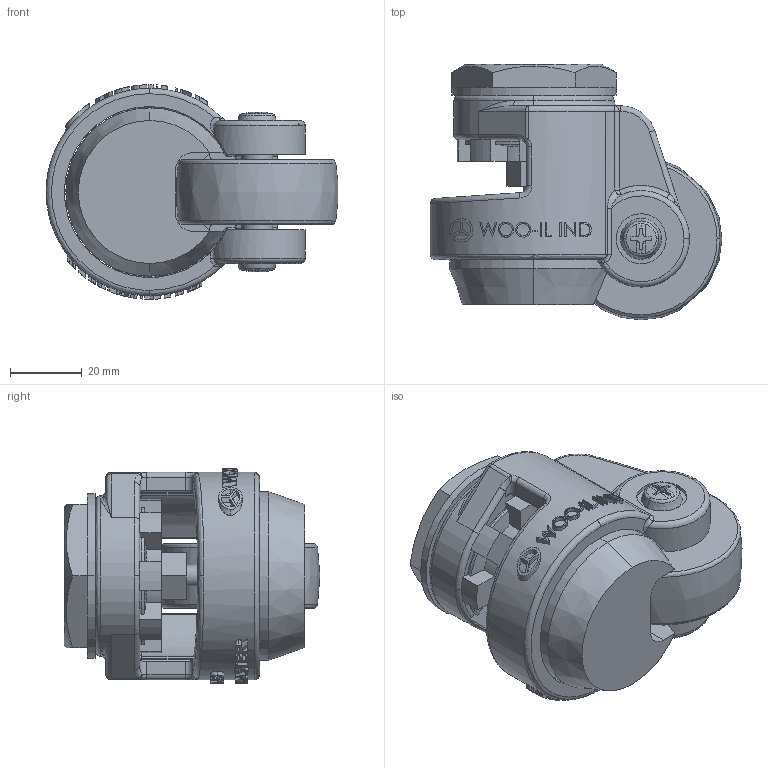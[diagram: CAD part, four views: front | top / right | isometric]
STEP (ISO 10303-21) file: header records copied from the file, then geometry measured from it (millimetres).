
FILE_DESCRIPTION (( 'STEP AP214' ), '1' );
FILE_NAME ('WI-40S.STEP', '2022-01-24T10:56:49', ( '' ), ( '' ), 'SwSTEP 2.0', 'SolidWorks 2019', '' );
FILE_SCHEMA (( 'AUTOMOTIVE_DESIGN' ));
Length unit declared in the file: millimetre
Products named in the file (1): WI-40S
Bounding box: 81.58 x 71.5 x 60 mm (x, y, z)
Volume: 144000.2 mm3; surface area: 35866.8 mm2
Topology: 1 solids, 1 shells, 647 faces, 1707 edges, 1096 vertices
Faces by surface type: plane 309, cylinder 151, bspline 130, cone 36, sphere 14, torus 7
Entity records: 31477 total; most frequent: CARTESIAN_POINT 16604, ORIENTED_EDGE 3396, DIRECTION 2759, EDGE_CURVE 1698, VERTEX_POINT 1096, AXIS2_PLACEMENT_3D 1021, VECTOR 717, LINE 717
